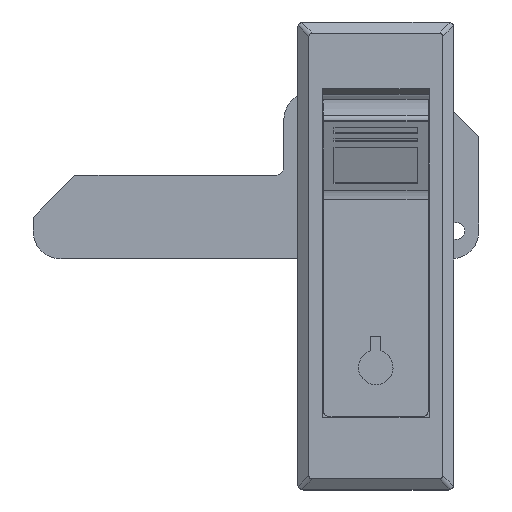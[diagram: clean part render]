
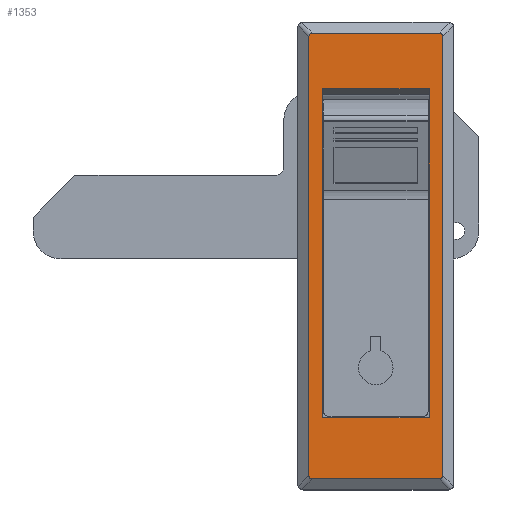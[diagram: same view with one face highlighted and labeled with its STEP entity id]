
A CAD part, top view. The second image highlights one B-rep face of the part: STEP entity #1353.
In plain terms, the highlighted face is planar.
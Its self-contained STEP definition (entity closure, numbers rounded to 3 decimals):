
#256 = ORIENTED_EDGE ( 'NONE', *, *, #6737, .F. ) ;
#257 = ORIENTED_EDGE ( 'NONE', *, *, #6720, .T. ) ;
#258 = ORIENTED_EDGE ( 'NONE', *, *, #4141, .T. ) ;
#259 = ORIENTED_EDGE ( 'NONE', *, *, #4142, .F. ) ;
#260 = ORIENTED_EDGE ( 'NONE', *, *, #7253, .T. ) ;
#261 = ORIENTED_EDGE ( 'NONE', *, *, #7817, .T. ) ;
#262 = ORIENTED_EDGE ( 'NONE', *, *, #5479, .T. ) ;
#263 = ORIENTED_EDGE ( 'NONE', *, *, #7818, .T. ) ;
#264 = ORIENTED_EDGE ( 'NONE', *, *, #7819, .T. ) ;
#265 = ORIENTED_EDGE ( 'NONE', *, *, #7820, .T. ) ;
#266 = ORIENTED_EDGE ( 'NONE', *, *, #7821, .T. ) ;
#267 = ORIENTED_EDGE ( 'NONE', *, *, #7822, .T. ) ;
#1353 = ADVANCED_FACE ( 'NONE', ( #7674, #7677 ), #1997, .T. ) ;
#1675 = EDGE_LOOP ( 'NONE', ( #256, #258, #257, #259 ) ) ;
#1676 = EDGE_LOOP ( 'NONE', ( #260, #262, #261, #263, #264, #265, #266, #267 ) ) ;
#1997 = PLANE ( 'NONE',  #7680 ) ;
#1998 = CARTESIAN_POINT ( 'NONE',  ( -5.5, 30., 14. ) ) ;
#1999 = DIRECTION ( 'NONE',  ( -1., 0., 0. ) ) ;
#2000 = DIRECTION ( 'NONE',  ( 0., 0., 1. ) ) ;
#4141 = EDGE_CURVE ( 'NONE', #5164, #5142, #9161, .T. ) ;
#4142 = EDGE_CURVE ( 'NONE', #5166, #5140, #9164, .T. ) ;
#4166 = VECTOR ( 'NONE', #8328, 1000. ) ;
#4168 = VECTOR ( 'NONE', #8342, 1000. ) ;
#4169 = VECTOR ( 'NONE', #8349, 1000. ) ;
#4170 = VECTOR ( 'NONE', #8356, 1000. ) ;
#4860 = VERTEX_POINT ( 'NONE', #9180 ) ;
#4862 = VERTEX_POINT ( 'NONE', #9182 ) ;
#4864 = VERTEX_POINT ( 'NONE', #9184 ) ;
#4866 = VERTEX_POINT ( 'NONE', #9186 ) ;
#4868 = VERTEX_POINT ( 'NONE', #9188 ) ;
#4870 = VERTEX_POINT ( 'NONE', #9190 ) ;
#4872 = VERTEX_POINT ( 'NONE', #9192 ) ;
#4874 = VERTEX_POINT ( 'NONE', #9194 ) ;
#5140 = VERTEX_POINT ( 'NONE', #9339 ) ;
#5142 = VERTEX_POINT ( 'NONE', #9340 ) ;
#5164 = VERTEX_POINT ( 'NONE', #9354 ) ;
#5166 = VERTEX_POINT ( 'NONE', #9356 ) ;
#5479 = EDGE_CURVE ( 'NONE', #4862, #4864, #8470, .T. ) ;
#6720 = EDGE_CURVE ( 'NONE', #5142, #5140, #8009, .T. ) ;
#6737 = EDGE_CURVE ( 'NONE', #5164, #5166, #8060, .T. ) ;
#7253 = EDGE_CURVE ( 'NONE', #4860, #4862, #8326, .T. ) ;
#7674 = FACE_BOUND ( 'NONE', #1675, .T. ) ;
#7677 = FACE_OUTER_BOUND ( 'NONE', #1676, .T. ) ;
#7680 = AXIS2_PLACEMENT_3D ( 'NONE', #1998, #1999, #2000 ) ;
#7773 = VECTOR ( 'NONE', #9163, 1000. ) ;
#7774 = VECTOR ( 'NONE', #9166, 1000. ) ;
#7817 = EDGE_CURVE ( 'NONE', #4864, #4866, #8340, .T. ) ;
#7818 = EDGE_CURVE ( 'NONE', #4866, #4868, #8481, .T. ) ;
#7819 = EDGE_CURVE ( 'NONE', #4868, #4870, #8347, .T. ) ;
#7820 = EDGE_CURVE ( 'NONE', #4870, #4872, #8482, .T. ) ;
#7821 = EDGE_CURVE ( 'NONE', #4872, #4874, #8354, .T. ) ;
#7822 = EDGE_CURVE ( 'NONE', #4874, #4860, #8483, .T. ) ;
#8009 = LINE ( 'NONE', #8010, #10058 ) ;
#8010 = CARTESIAN_POINT ( 'NONE',  ( -5.5, -41., 9.6 ) ) ;
#8011 = DIRECTION ( 'NONE',  ( 0., -1., 0. ) ) ;
#8060 = LINE ( 'NONE', #8061, #10078 ) ;
#8061 = CARTESIAN_POINT ( 'NONE',  ( -5.5, -41., -9.6 ) ) ;
#8062 = DIRECTION ( 'NONE',  ( 0., -1., 0. ) ) ;
#8326 = LINE ( 'NONE', #8327, #4166 ) ;
#8327 = CARTESIAN_POINT ( 'NONE',  ( -5.5, -52., 14. ) ) ;
#8328 = DIRECTION ( 'NONE',  ( 0., 0., 1. ) ) ;
#8340 = LINE ( 'NONE', #8341, #4168 ) ;
#8341 = CARTESIAN_POINT ( 'NONE',  ( -5.5, 30., 12. ) ) ;
#8342 = DIRECTION ( 'NONE',  ( 0., 1., 0. ) ) ;
#8343 = CARTESIAN_POINT ( 'NONE',  ( -5.5, 27.4, 12. ) ) ;
#8344 = CARTESIAN_POINT ( 'NONE',  ( -5.5, 27.787, 12. ) ) ;
#8345 = CARTESIAN_POINT ( 'NONE',  ( -5.5, 28., 11.787 ) ) ;
#8346 = CARTESIAN_POINT ( 'NONE',  ( -5.5, 28., 11.4 ) ) ;
#8347 = LINE ( 'NONE', #8348, #4169 ) ;
#8348 = CARTESIAN_POINT ( 'NONE',  ( -5.5, 28., 14. ) ) ;
#8349 = DIRECTION ( 'NONE',  ( 0., 0., -1. ) ) ;
#8350 = CARTESIAN_POINT ( 'NONE',  ( -5.5, 28., -11.4 ) ) ;
#8351 = CARTESIAN_POINT ( 'NONE',  ( -5.5, 28., -11.787 ) ) ;
#8352 = CARTESIAN_POINT ( 'NONE',  ( -5.5, 27.787, -12. ) ) ;
#8353 = CARTESIAN_POINT ( 'NONE',  ( -5.5, 27.4, -12. ) ) ;
#8354 = LINE ( 'NONE', #8355, #4170 ) ;
#8355 = CARTESIAN_POINT ( 'NONE',  ( -5.5, 30., -12. ) ) ;
#8356 = DIRECTION ( 'NONE',  ( 0., -1., 0. ) ) ;
#8357 = CARTESIAN_POINT ( 'NONE',  ( -5.5, -51.4, -12. ) ) ;
#8358 = CARTESIAN_POINT ( 'NONE',  ( -5.5, -51.787, -12. ) ) ;
#8359 = CARTESIAN_POINT ( 'NONE',  ( -5.5, -52., -11.787 ) ) ;
#8360 = CARTESIAN_POINT ( 'NONE',  ( -5.5, -52., -11.4 ) ) ;
#8470 =( BOUNDED_CURVE ( )  B_SPLINE_CURVE ( 3, ( #9452, #9453, #9454, #9455 ),
 .UNSPECIFIED., .F., .T. ) 
 B_SPLINE_CURVE_WITH_KNOTS ( ( 4, 4 ),
 ( 2.703, 3.58 ),
 .UNSPECIFIED. ) 
 CURVE ( )  GEOMETRIC_REPRESENTATION_ITEM ( )  RATIONAL_B_SPLINE_CURVE ( ( 1., 0.937, 0.937, 1. ) ) 
 REPRESENTATION_ITEM ( '' )  );
#8481 =( BOUNDED_CURVE ( )  B_SPLINE_CURVE ( 3, ( #8343, #8344, #8345, #8346 ),
 .UNSPECIFIED., .F., .F. ) 
 B_SPLINE_CURVE_WITH_KNOTS ( ( 4, 4 ),
 ( 2.703, 3.58 ),
 .UNSPECIFIED. ) 
 CURVE ( )  GEOMETRIC_REPRESENTATION_ITEM ( )  RATIONAL_B_SPLINE_CURVE ( ( 1., 0.937, 0.937, 1. ) ) 
 REPRESENTATION_ITEM ( '' )  );
#8482 =( BOUNDED_CURVE ( )  B_SPLINE_CURVE ( 3, ( #8350, #8351, #8352, #8353 ),
 .UNSPECIFIED., .F., .T. ) 
 B_SPLINE_CURVE_WITH_KNOTS ( ( 4, 4 ),
 ( 5.845, 6.721 ),
 .UNSPECIFIED. ) 
 CURVE ( )  GEOMETRIC_REPRESENTATION_ITEM ( )  RATIONAL_B_SPLINE_CURVE ( ( 1., 0.937, 0.937, 1. ) ) 
 REPRESENTATION_ITEM ( '' )  );
#8483 =( BOUNDED_CURVE ( )  B_SPLINE_CURVE ( 3, ( #8357, #8358, #8359, #8360 ),
 .UNSPECIFIED., .F., .T. ) 
 B_SPLINE_CURVE_WITH_KNOTS ( ( 4, 4 ),
 ( 5.845, 6.721 ),
 .UNSPECIFIED. ) 
 CURVE ( )  GEOMETRIC_REPRESENTATION_ITEM ( )  RATIONAL_B_SPLINE_CURVE ( ( 1., 0.937, 0.937, 1. ) ) 
 REPRESENTATION_ITEM ( '' )  );
#9161 = LINE ( 'NONE', #9162, #7773 ) ;
#9162 = CARTESIAN_POINT ( 'NONE',  ( -5.5, 18., -9.6 ) ) ;
#9163 = DIRECTION ( 'NONE',  ( 0., 0., 1. ) ) ;
#9164 = LINE ( 'NONE', #9165, #7774 ) ;
#9165 = CARTESIAN_POINT ( 'NONE',  ( -5.5, -41., -9.6 ) ) ;
#9166 = DIRECTION ( 'NONE',  ( 0., 0., 1. ) ) ;
#9180 = CARTESIAN_POINT ( 'NONE',  ( -5.5, -52., -11.4 ) ) ;
#9182 = CARTESIAN_POINT ( 'NONE',  ( -5.5, -52., 11.4 ) ) ;
#9184 = CARTESIAN_POINT ( 'NONE',  ( -5.5, -51.4, 12. ) ) ;
#9186 = CARTESIAN_POINT ( 'NONE',  ( -5.5, 27.4, 12. ) ) ;
#9188 = CARTESIAN_POINT ( 'NONE',  ( -5.5, 28., 11.4 ) ) ;
#9190 = CARTESIAN_POINT ( 'NONE',  ( -5.5, 28., -11.4 ) ) ;
#9192 = CARTESIAN_POINT ( 'NONE',  ( -5.5, 27.4, -12. ) ) ;
#9194 = CARTESIAN_POINT ( 'NONE',  ( -5.5, -51.4, -12. ) ) ;
#9339 = CARTESIAN_POINT ( 'NONE',  ( -5.5, -41., 9.6 ) ) ;
#9340 = CARTESIAN_POINT ( 'NONE',  ( -5.5, 18., 9.6 ) ) ;
#9354 = CARTESIAN_POINT ( 'NONE',  ( -5.5, 18., -9.6 ) ) ;
#9356 = CARTESIAN_POINT ( 'NONE',  ( -5.5, -41., -9.6 ) ) ;
#9452 = CARTESIAN_POINT ( 'NONE',  ( -5.5, -52., 11.4 ) ) ;
#9453 = CARTESIAN_POINT ( 'NONE',  ( -5.5, -52., 11.787 ) ) ;
#9454 = CARTESIAN_POINT ( 'NONE',  ( -5.5, -51.787, 12. ) ) ;
#9455 = CARTESIAN_POINT ( 'NONE',  ( -5.5, -51.4, 12. ) ) ;
#10058 = VECTOR ( 'NONE', #8011, 1000. ) ;
#10078 = VECTOR ( 'NONE', #8062, 1000. ) ;
